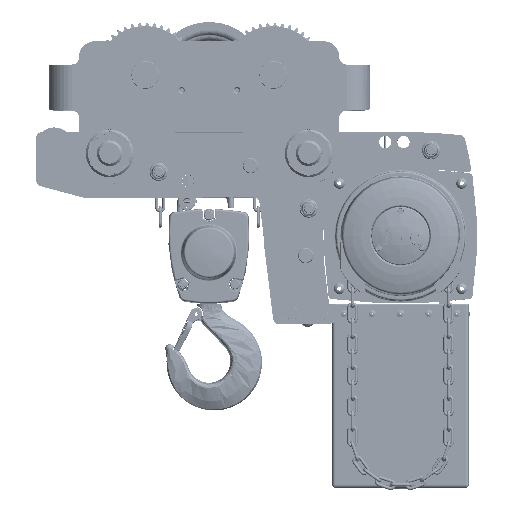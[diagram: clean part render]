
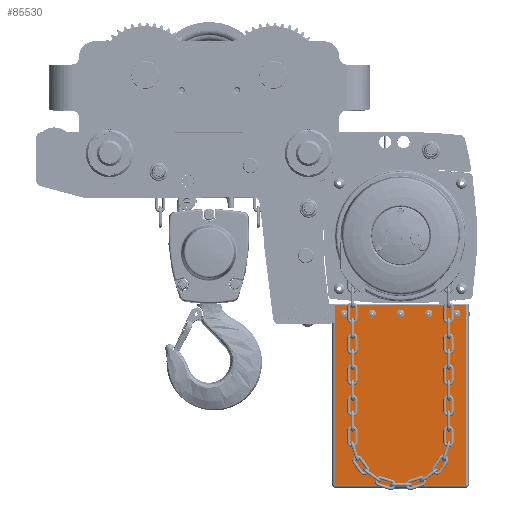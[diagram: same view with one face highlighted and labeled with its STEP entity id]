
A CAD part, top view. The second image highlights one B-rep face of the part: STEP entity #85530.
In plain terms, the highlighted planar face has unit normal (0, 0, 1).
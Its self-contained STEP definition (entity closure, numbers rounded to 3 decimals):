
#82829 = VERTEX_POINT ( 'NONE', #126422 ) ;
#84443 = VERTEX_POINT ( 'NONE', #127744 ) ;
#85489 = VERTEX_POINT ( 'NONE', #129449 ) ;
#85492 = EDGE_CURVE ( 'NONE', #85717, #85698, #129425, .T. ) ;
#85525 = EDGE_CURVE ( 'NONE', #85695, #85489, #129495, .T. ) ;
#85530 = ADVANCED_FACE ( 'NONE', ( #129647, #129513, #129493, #129651, #129636, #129634 ), #129506, .F. ) ;
#85534 = EDGE_CURVE ( 'NONE', #82829, #85887, #129618, .T. ) ;
#85539 = ORIENTED_EDGE ( 'NONE', *, *, #85492, .F. ) ;
#85545 = EDGE_CURVE ( 'NONE', #85698, #85717, #129588, .T. ) ;
#85547 = VERTEX_POINT ( 'NONE', #129599 ) ;
#85597 = EDGE_LOOP ( 'NONE', ( #85668, #85539 ) ) ;
#85610 = EDGE_CURVE ( 'NONE', #85489, #85695, #129750, .T. ) ;
#85614 = ORIENTED_EDGE ( 'NONE', *, *, #85610, .F. ) ;
#85617 = EDGE_CURVE ( 'NONE', #85629, #85666, #129896, .T. ) ;
#85621 = VERTEX_POINT ( 'NONE', #129907 ) ;
#85629 = VERTEX_POINT ( 'NONE', #129884 ) ;
#85635 = ORIENTED_EDGE ( 'NONE', *, *, #85525, .F. ) ;
#85642 = EDGE_LOOP ( 'NONE', ( #85645, #85750 ) ) ;
#85645 = ORIENTED_EDGE ( 'NONE', *, *, #85617, .F. ) ;
#85648 = ORIENTED_EDGE ( 'NONE', *, *, #85534, .T. ) ;
#85653 = EDGE_CURVE ( 'NONE', #85666, #85629, #129891, .T. ) ;
#85659 = EDGE_CURVE ( 'NONE', #85762, #85621, #129878, .T. ) ;
#85666 = VERTEX_POINT ( 'NONE', #129984 ) ;
#85668 = ORIENTED_EDGE ( 'NONE', *, *, #85545, .F. ) ;
#85691 = EDGE_CURVE ( 'NONE', #84443, #82829, #129970, .T. ) ;
#85695 = VERTEX_POINT ( 'NONE', #129957 ) ;
#85698 = VERTEX_POINT ( 'NONE', #129955 ) ;
#85709 = EDGE_LOOP ( 'NONE', ( #85614, #85635 ) ) ;
#85717 = VERTEX_POINT ( 'NONE', #129947 ) ;
#85733 = EDGE_CURVE ( 'NONE', #85547, #84443, #130069, .T. ) ;
#85741 = VERTEX_POINT ( 'NONE', #130062 ) ;
#85750 = ORIENTED_EDGE ( 'NONE', *, *, #85653, .F. ) ;
#85753 = EDGE_LOOP ( 'NONE', ( #85759, #85782 ) ) ;
#85759 = ORIENTED_EDGE ( 'NONE', *, *, #85659, .F. ) ;
#85762 = VERTEX_POINT ( 'NONE', #129924 ) ;
#85766 = EDGE_CURVE ( 'NONE', #85621, #85762, #130066, .T. ) ;
#85768 = EDGE_CURVE ( 'NONE', #85741, #85808, #130034, .T. ) ;
#85771 = EDGE_LOOP ( 'NONE', ( #85789, #85792 ) ) ;
#85782 = ORIENTED_EDGE ( 'NONE', *, *, #85766, .F. ) ;
#85784 = ORIENTED_EDGE ( 'NONE', *, *, #85901, .T. ) ;
#85789 = ORIENTED_EDGE ( 'NONE', *, *, #85768, .F. ) ;
#85792 = ORIENTED_EDGE ( 'NONE', *, *, #85797, .F. ) ;
#85797 = EDGE_CURVE ( 'NONE', #85808, #85741, #130145, .T. ) ;
#85808 = VERTEX_POINT ( 'NONE', #130130 ) ;
#85873 = EDGE_LOOP ( 'NONE', ( #85880, #85648, #85784, #85895, #86007 ) ) ;
#85880 = ORIENTED_EDGE ( 'NONE', *, *, #85691, .T. ) ;
#85882 = VERTEX_POINT ( 'NONE', #130191 ) ;
#85887 = VERTEX_POINT ( 'NONE', #130193 ) ;
#85895 = ORIENTED_EDGE ( 'NONE', *, *, #85910, .F. ) ;
#85901 = EDGE_CURVE ( 'NONE', #85887, #85882, #130227, .T. ) ;
#85910 = EDGE_CURVE ( 'NONE', #85547, #85882, #130301, .T. ) ;
#86007 = ORIENTED_EDGE ( 'NONE', *, *, #85733, .T. ) ;
#126422 = CARTESIAN_POINT ( 'NONE',  ( 106.4, -112.2, 46.4 ) ) ;
#127744 = CARTESIAN_POINT ( 'NONE',  ( 106.4, -406.5, 46.4 ) ) ;
#129425 = CIRCLE ( 'NONE', #129566, 2.1 ) ;
#129449 = CARTESIAN_POINT ( 'NONE',  ( 46., -124.4, 46.4 ) ) ;
#129493 = FACE_BOUND ( 'NONE', #85642, .T. ) ;
#129495 = CIRCLE ( 'NONE', #129542, 2.1 ) ;
#129506 = PLANE ( 'NONE',  #129515 ) ;
#129513 = FACE_BOUND ( 'NONE', #85709, .T. ) ;
#129515 = AXIS2_PLACEMENT_3D ( 'NONE', #129617, #129616, #129615 ) ;
#129542 = AXIS2_PLACEMENT_3D ( 'NONE', #129641, #129640, #129638 ) ;
#129548 = DIRECTION ( 'NONE',  ( 0., 1., 0. ) ) ;
#129550 = DIRECTION ( 'NONE',  ( 0., 0., 1. ) ) ;
#129551 = CARTESIAN_POINT ( 'NONE',  ( 92., -126.5, 46.4 ) ) ;
#129566 = AXIS2_PLACEMENT_3D ( 'NONE', #129551, #129550, #129548 ) ;
#129588 = CIRCLE ( 'NONE', #129748, 2.1 ) ;
#129599 = CARTESIAN_POINT ( 'NONE',  ( -106.4, -406.5, 46.4 ) ) ;
#129608 = DIRECTION ( 'NONE',  ( -1., 0., 0. ) ) ;
#129609 = VECTOR ( 'NONE', #129608, 1000. ) ;
#129615 = DIRECTION ( 'NONE',  ( 0., 1., 0. ) ) ;
#129616 = DIRECTION ( 'NONE',  ( 0., 0., -1. ) ) ;
#129617 = CARTESIAN_POINT ( 'NONE',  ( -106.4, -411.5, 46.4 ) ) ;
#129618 = LINE ( 'NONE', #129630, #129609 ) ;
#129630 = CARTESIAN_POINT ( 'NONE',  ( -106.4, -112.2, 46.4 ) ) ;
#129634 = FACE_OUTER_BOUND ( 'NONE', #85873, .T. ) ;
#129636 = FACE_BOUND ( 'NONE', #85771, .T. ) ;
#129638 = DIRECTION ( 'NONE',  ( 0., 1., 0. ) ) ;
#129640 = DIRECTION ( 'NONE',  ( 0., 0., 1. ) ) ;
#129641 = CARTESIAN_POINT ( 'NONE',  ( 46., -126.5, 46.4 ) ) ;
#129647 = FACE_BOUND ( 'NONE', #85597, .T. ) ;
#129651 = FACE_BOUND ( 'NONE', #85753, .T. ) ;
#129743 = DIRECTION ( 'NONE',  ( 0., 1., 0. ) ) ;
#129746 = DIRECTION ( 'NONE',  ( 0., 0., 1. ) ) ;
#129747 = CARTESIAN_POINT ( 'NONE',  ( 92., -126.5, 46.4 ) ) ;
#129748 = AXIS2_PLACEMENT_3D ( 'NONE', #129747, #129746, #129743 ) ;
#129750 = CIRCLE ( 'NONE', #129776, 2.1 ) ;
#129752 = AXIS2_PLACEMENT_3D ( 'NONE', #129889, #129887, #129885 ) ;
#129765 = CARTESIAN_POINT ( 'NONE',  ( 46., -126.5, 46.4 ) ) ;
#129776 = AXIS2_PLACEMENT_3D ( 'NONE', #129765, #129904, #129902 ) ;
#129833 = DIRECTION ( 'NONE',  ( 0., 1., 0. ) ) ;
#129834 = DIRECTION ( 'NONE',  ( 0., 0., 1. ) ) ;
#129836 = CARTESIAN_POINT ( 'NONE',  ( -46., -126.5, 46.4 ) ) ;
#129837 = AXIS2_PLACEMENT_3D ( 'NONE', #129836, #129834, #129833 ) ;
#129847 = DIRECTION ( 'NONE',  ( 0., 1., 0. ) ) ;
#129849 = AXIS2_PLACEMENT_3D ( 'NONE', #129857, #129863, #129847 ) ;
#129857 = CARTESIAN_POINT ( 'NONE',  ( -92., -126.5, 46.4 ) ) ;
#129863 = DIRECTION ( 'NONE',  ( 0., 0., 1. ) ) ;
#129878 = CIRCLE ( 'NONE', #129837, 2.1 ) ;
#129884 = CARTESIAN_POINT ( 'NONE',  ( -92., -124.4, 46.4 ) ) ;
#129885 = DIRECTION ( 'NONE',  ( 0., 1., 0. ) ) ;
#129887 = DIRECTION ( 'NONE',  ( 0., 0., 1. ) ) ;
#129889 = CARTESIAN_POINT ( 'NONE',  ( -92., -126.5, 46.4 ) ) ;
#129891 = CIRCLE ( 'NONE', #129849, 2.1 ) ;
#129896 = CIRCLE ( 'NONE', #129752, 2.1 ) ;
#129902 = DIRECTION ( 'NONE',  ( 0., 1., 0. ) ) ;
#129904 = DIRECTION ( 'NONE',  ( 0., 0., 1. ) ) ;
#129907 = CARTESIAN_POINT ( 'NONE',  ( -46., -128.6, 46.4 ) ) ;
#129912 = CARTESIAN_POINT ( 'NONE',  ( -106.4, -406.5, 46.4 ) ) ;
#129924 = CARTESIAN_POINT ( 'NONE',  ( -46., -124.4, 46.4 ) ) ;
#129947 = CARTESIAN_POINT ( 'NONE',  ( 92., -128.6, 46.4 ) ) ;
#129951 = DIRECTION ( 'NONE',  ( 0., 1., 0. ) ) ;
#129952 = VECTOR ( 'NONE', #129951, 1000. ) ;
#129955 = CARTESIAN_POINT ( 'NONE',  ( 92., -124.4, 46.4 ) ) ;
#129957 = CARTESIAN_POINT ( 'NONE',  ( 46., -128.6, 46.4 ) ) ;
#129969 = CARTESIAN_POINT ( 'NONE',  ( 106.4, -411.5, 46.4 ) ) ;
#129970 = LINE ( 'NONE', #129969, #129952 ) ;
#129984 = CARTESIAN_POINT ( 'NONE',  ( -92., -128.6, 46.4 ) ) ;
#130010 = DIRECTION ( 'NONE',  ( 0., 1., 0. ) ) ;
#130011 = DIRECTION ( 'NONE',  ( 0., 0., 1. ) ) ;
#130013 = CARTESIAN_POINT ( 'NONE',  ( 0., -126.5, 46.4 ) ) ;
#130015 = AXIS2_PLACEMENT_3D ( 'NONE', #130013, #130011, #130010 ) ;
#130026 = DIRECTION ( 'NONE',  ( 0., 1., 0. ) ) ;
#130028 = DIRECTION ( 'NONE',  ( 0., 0., 1. ) ) ;
#130030 = CARTESIAN_POINT ( 'NONE',  ( -46., -126.5, 46.4 ) ) ;
#130034 = CIRCLE ( 'NONE', #130015, 2.1 ) ;
#130052 = AXIS2_PLACEMENT_3D ( 'NONE', #130030, #130028, #130026 ) ;
#130057 = DIRECTION ( 'NONE',  ( 1., 0., 0. ) ) ;
#130058 = VECTOR ( 'NONE', #130057, 1000. ) ;
#130062 = CARTESIAN_POINT ( 'NONE',  ( 0., -124.4, 46.4 ) ) ;
#130066 = CIRCLE ( 'NONE', #130052, 2.1 ) ;
#130069 = LINE ( 'NONE', #129912, #130058 ) ;
#130130 = CARTESIAN_POINT ( 'NONE',  ( 0., -128.6, 46.4 ) ) ;
#130132 = DIRECTION ( 'NONE',  ( 0., 1., 0. ) ) ;
#130134 = DIRECTION ( 'NONE',  ( 0., 0., 1. ) ) ;
#130136 = CARTESIAN_POINT ( 'NONE',  ( 0., -126.5, 46.4 ) ) ;
#130143 = AXIS2_PLACEMENT_3D ( 'NONE', #130136, #130134, #130132 ) ;
#130145 = CIRCLE ( 'NONE', #130143, 2.1 ) ;
#130191 = CARTESIAN_POINT ( 'NONE',  ( -106.4, -141.5, 46.4 ) ) ;
#130193 = CARTESIAN_POINT ( 'NONE',  ( -106.4, -112.2, 46.4 ) ) ;
#130225 = CARTESIAN_POINT ( 'NONE',  ( -106.4, -111.5, 46.4 ) ) ;
#130227 = LINE ( 'NONE', #130225, #130313 ) ;
#130282 = DIRECTION ( 'NONE',  ( 0., 1., 0. ) ) ;
#130284 = VECTOR ( 'NONE', #130282, 1000. ) ;
#130285 = CARTESIAN_POINT ( 'NONE',  ( -106.4, -411.5, 46.4 ) ) ;
#130301 = LINE ( 'NONE', #130285, #130284 ) ;
#130311 = DIRECTION ( 'NONE',  ( 0., -1., 0. ) ) ;
#130313 = VECTOR ( 'NONE', #130311, 1000. ) ;
